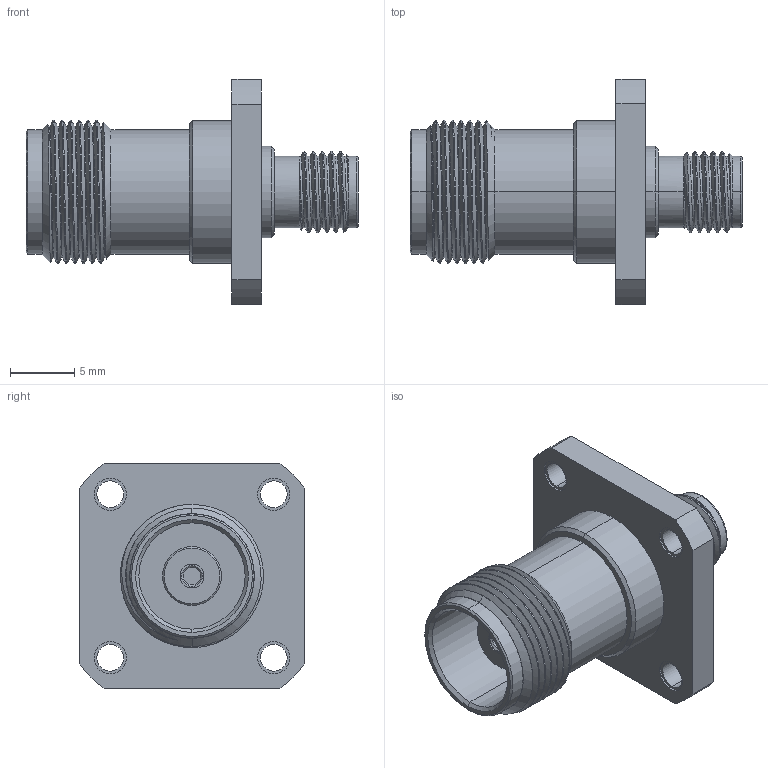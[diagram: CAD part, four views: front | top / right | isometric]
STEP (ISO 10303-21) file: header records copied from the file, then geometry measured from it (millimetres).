
FILE_DESCRIPTION (( 'STEP AP203' ), '1' );
FILE_NAME ('PE9276.step', '2018-09-06T21:36:41', ( '' ), ( '' ), 'SwSTEP 2.0', 'SolidWorks 2017', '' );
FILE_SCHEMA (( 'CONFIG_CONTROL_DESIGN' ));
Length unit declared in the file: inch
Products named in the file (1): PE9276
Bounding box: 25.8 x 17.53 x 17.53 mm (x, y, z)
Volume: 1783.2 mm3; surface area: 1950 mm2
Topology: 1 solids, 1 shells, 157 faces, 384 edges, 249 vertices
Faces by surface type: cylinder 85, plane 38, cone 26, bspline 6, torus 2
Entity records: 7219 total; most frequent: CARTESIAN_POINT 3617, ORIENTED_EDGE 768, DIRECTION 705, EDGE_CURVE 384, AXIS2_PLACEMENT_3D 289, VERTEX_POINT 249, EDGE_LOOP 185, ADVANCED_FACE 157
